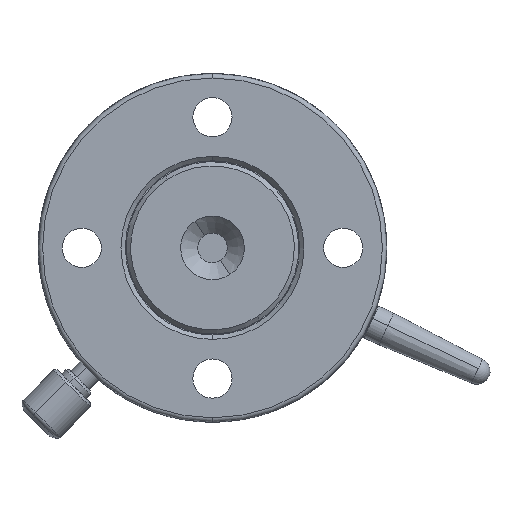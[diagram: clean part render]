
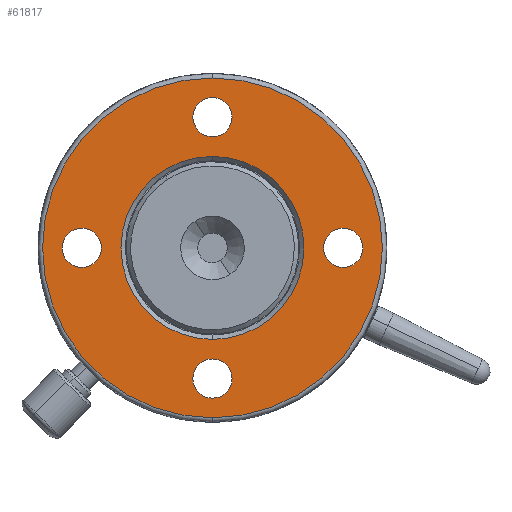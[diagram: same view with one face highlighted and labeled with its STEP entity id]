
A CAD part, front view. The second image highlights one B-rep face of the part: STEP entity #61817.
In plain terms, the highlighted planar face has unit normal (0, -1, 0).
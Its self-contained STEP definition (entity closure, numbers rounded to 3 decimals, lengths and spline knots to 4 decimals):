
#121 = AXIS2_PLACEMENT_3D ( 'NONE', #69305, #17629, #26267 ) ;
#4488 = PLANE ( 'NONE',  #27639 ) ;
#6068 = EDGE_LOOP ( 'NONE', ( #23407, #61350 ) ) ;
#6661 = CARTESIAN_POINT ( 'NONE',  ( 0., 0., 1.5 ) ) ;
#7139 = CARTESIAN_POINT ( 'NONE',  ( 1.5, 0., -0.225 ) ) ;
#7545 = VERTEX_POINT ( 'NONE', #99386 ) ;
#9353 = CIRCLE ( 'NONE', #95280, 0.225 ) ;
#9799 = CARTESIAN_POINT ( 'NONE',  ( 0., 0., -1.95 ) ) ;
#14086 = VERTEX_POINT ( 'NONE', #9799 ) ;
#14747 = DIRECTION ( 'NONE',  ( 0., 0., -1. ) ) ;
#14881 = EDGE_CURVE ( 'NONE', #14086, #95471, #35037, .T. ) ;
#15038 = EDGE_CURVE ( 'NONE', #92583, #31723, #44482, .T. ) ;
#15304 = DIRECTION ( 'NONE',  ( 0., 0., 1. ) ) ;
#15662 = DIRECTION ( 'NONE',  ( 0., -1., 0. ) ) ;
#16426 = VERTEX_POINT ( 'NONE', #108810 ) ;
#16526 = FACE_BOUND ( 'NONE', #92037, .T. ) ;
#16626 = CARTESIAN_POINT ( 'NONE',  ( 0., 0., 1.725 ) ) ;
#17629 = DIRECTION ( 'NONE',  ( 0., 1., 0. ) ) ;
#20173 = DIRECTION ( 'NONE',  ( 0., 0., 1. ) ) ;
#20203 = CARTESIAN_POINT ( 'NONE',  ( 0., 0., -1.5 ) ) ;
#20222 = CARTESIAN_POINT ( 'NONE',  ( 1.5, 0., 0. ) ) ;
#20534 = DIRECTION ( 'NONE',  ( 0., 1., 0. ) ) ;
#21273 = ORIENTED_EDGE ( 'NONE', *, *, #80080, .T. ) ;
#21401 = DIRECTION ( 'NONE',  ( 0., 0., 1. ) ) ;
#22636 = VERTEX_POINT ( 'NONE', #89833 ) ;
#23366 = CARTESIAN_POINT ( 'NONE',  ( 0., 0., 0. ) ) ;
#23407 = ORIENTED_EDGE ( 'NONE', *, *, #83608, .T. ) ;
#24544 = VERTEX_POINT ( 'NONE', #98920 ) ;
#26267 = DIRECTION ( 'NONE',  ( 0., 0., -1. ) ) ;
#26295 = AXIS2_PLACEMENT_3D ( 'NONE', #103218, #97791, #96169 ) ;
#26722 = DIRECTION ( 'NONE',  ( 0., 0., 1. ) ) ;
#27639 = AXIS2_PLACEMENT_3D ( 'NONE', #84665, #15662, #75991 ) ;
#28843 = DIRECTION ( 'NONE',  ( 0., 0., 1. ) ) ;
#28862 = DIRECTION ( 'NONE',  ( 0., 0., 1. ) ) ;
#29179 = CARTESIAN_POINT ( 'NONE',  ( 1.5, 0., 0. ) ) ;
#30021 = CARTESIAN_POINT ( 'NONE',  ( 0., 0., -1.5 ) ) ;
#30071 = AXIS2_PLACEMENT_3D ( 'NONE', #35366, #87084, #26722 ) ;
#30579 = AXIS2_PLACEMENT_3D ( 'NONE', #32038, #92386, #40755 ) ;
#31659 = DIRECTION ( 'NONE',  ( 0., 1., 0. ) ) ;
#31723 = VERTEX_POINT ( 'NONE', #71731 ) ;
#31830 = EDGE_LOOP ( 'NONE', ( #71216, #83063 ) ) ;
#32038 = CARTESIAN_POINT ( 'NONE',  ( -1.5, 0., 0. ) ) ;
#32264 = CIRCLE ( 'NONE', #94182, 0.225 ) ;
#33241 = EDGE_LOOP ( 'NONE', ( #78585, #107222 ) ) ;
#33945 = EDGE_CURVE ( 'NONE', #95471, #14086, #89277, .T. ) ;
#35037 = CIRCLE ( 'NONE', #109763, 1.95 ) ;
#35366 = CARTESIAN_POINT ( 'NONE',  ( -1.5, 0., 0. ) ) ;
#36677 = ORIENTED_EDGE ( 'NONE', *, *, #15038, .T. ) ;
#39273 = EDGE_CURVE ( 'NONE', #7545, #102759, #80312, .T. ) ;
#39445 = FACE_OUTER_BOUND ( 'NONE', #33241, .T. ) ;
#40554 = CARTESIAN_POINT ( 'NONE',  ( 0., 0., -1.275 ) ) ;
#40755 = DIRECTION ( 'NONE',  ( 0., 0., 1. ) ) ;
#42165 = FACE_BOUND ( 'NONE', #60233, .T. ) ;
#42607 = EDGE_LOOP ( 'NONE', ( #36677, #78469 ) ) ;
#43229 = EDGE_CURVE ( 'NONE', #102759, #7545, #64016, .T. ) ;
#43816 = EDGE_CURVE ( 'NONE', #104059, #24544, #109658, .T. ) ;
#44482 = CIRCLE ( 'NONE', #67234, 0.225 ) ;
#44847 = FACE_BOUND ( 'NONE', #42607, .T. ) ;
#47746 = EDGE_CURVE ( 'NONE', #22636, #16426, #87685, .T. ) ;
#47895 = CIRCLE ( 'NONE', #76056, 0.225 ) ;
#52182 = CARTESIAN_POINT ( 'NONE',  ( 0., 0., 1.95 ) ) ;
#60233 = EDGE_LOOP ( 'NONE', ( #98523, #80058 ) ) ;
#61350 = ORIENTED_EDGE ( 'NONE', *, *, #43816, .T. ) ;
#61817 = ADVANCED_FACE ( 'NONE', ( #39445, #42165, #44847, #62444, #16526, #105480 ), #4488, .T. ) ;
#62303 = CARTESIAN_POINT ( 'NONE',  ( 0., 0., 0. ) ) ;
#62444 = FACE_BOUND ( 'NONE', #31830, .T. ) ;
#63579 = EDGE_CURVE ( 'NONE', #79137, #82777, #78291, .T. ) ;
#64016 = CIRCLE ( 'NONE', #30071, 0.225 ) ;
#64087 = EDGE_CURVE ( 'NONE', #16426, #22636, #109180, .T. ) ;
#66963 = DIRECTION ( 'NONE',  ( 0., 1., 0. ) ) ;
#67234 = AXIS2_PLACEMENT_3D ( 'NONE', #30021, #81742, #21401 ) ;
#69305 = CARTESIAN_POINT ( 'NONE',  ( 0., 0., 0. ) ) ;
#71216 = ORIENTED_EDGE ( 'NONE', *, *, #39273, .T. ) ;
#71731 = CARTESIAN_POINT ( 'NONE',  ( 0., 0., -1.725 ) ) ;
#75075 = DIRECTION ( 'NONE',  ( 0., -1., 0. ) ) ;
#75991 = DIRECTION ( 'NONE',  ( 0., 0., -1. ) ) ;
#76056 = AXIS2_PLACEMENT_3D ( 'NONE', #20222, #80559, #28862 ) ;
#78291 = CIRCLE ( 'NONE', #94173, 0.225 ) ;
#78469 = ORIENTED_EDGE ( 'NONE', *, *, #100475, .T. ) ;
#78585 = ORIENTED_EDGE ( 'NONE', *, *, #14881, .T. ) ;
#79137 = VERTEX_POINT ( 'NONE', #16626 ) ;
#79993 = AXIS2_PLACEMENT_3D ( 'NONE', #29179, #20534, #20173 ) ;
#80058 = ORIENTED_EDGE ( 'NONE', *, *, #64087, .T. ) ;
#80080 = EDGE_CURVE ( 'NONE', #82777, #79137, #9353, .T. ) ;
#80312 = CIRCLE ( 'NONE', #30579, 0.225 ) ;
#80537 = DIRECTION ( 'NONE',  ( 0., 1., 0. ) ) ;
#80559 = DIRECTION ( 'NONE',  ( 0., 1., 0. ) ) ;
#81742 = DIRECTION ( 'NONE',  ( 0., 1., 0. ) ) ;
#82777 = VERTEX_POINT ( 'NONE', #88098 ) ;
#83063 = ORIENTED_EDGE ( 'NONE', *, *, #43229, .T. ) ;
#83391 = CARTESIAN_POINT ( 'NONE',  ( 0., 0., 1.5 ) ) ;
#83608 = EDGE_CURVE ( 'NONE', #24544, #104059, #47895, .T. ) ;
#84665 = CARTESIAN_POINT ( 'NONE',  ( -2., 0., 0. ) ) ;
#87084 = DIRECTION ( 'NONE',  ( 0., 1., 0. ) ) ;
#87685 = CIRCLE ( 'NONE', #121, 1.05 ) ;
#88098 = CARTESIAN_POINT ( 'NONE',  ( 0., 0., 1.275 ) ) ;
#89277 = CIRCLE ( 'NONE', #90024, 1.95 ) ;
#89833 = CARTESIAN_POINT ( 'NONE',  ( 0., 0., -1.05 ) ) ;
#90024 = AXIS2_PLACEMENT_3D ( 'NONE', #62303, #109855, #93557 ) ;
#92037 = EDGE_LOOP ( 'NONE', ( #109560, #21273 ) ) ;
#92386 = DIRECTION ( 'NONE',  ( 0., 1., 0. ) ) ;
#92583 = VERTEX_POINT ( 'NONE', #40554 ) ;
#93557 = DIRECTION ( 'NONE',  ( 0., 0., -1. ) ) ;
#94173 = AXIS2_PLACEMENT_3D ( 'NONE', #83391, #31659, #101004 ) ;
#94182 = AXIS2_PLACEMENT_3D ( 'NONE', #20203, #80537, #28843 ) ;
#95280 = AXIS2_PLACEMENT_3D ( 'NONE', #6661, #66963, #15304 ) ;
#95471 = VERTEX_POINT ( 'NONE', #52182 ) ;
#96169 = DIRECTION ( 'NONE',  ( 0., 0., -1. ) ) ;
#97791 = DIRECTION ( 'NONE',  ( 0., 1., 0. ) ) ;
#98523 = ORIENTED_EDGE ( 'NONE', *, *, #47746, .T. ) ;
#98920 = CARTESIAN_POINT ( 'NONE',  ( 1.5, 0., 0.225 ) ) ;
#99386 = CARTESIAN_POINT ( 'NONE',  ( -1.5, 0., 0.225 ) ) ;
#100475 = EDGE_CURVE ( 'NONE', #31723, #92583, #32264, .T. ) ;
#101004 = DIRECTION ( 'NONE',  ( 0., 0., 1. ) ) ;
#101581 = CARTESIAN_POINT ( 'NONE',  ( -1.5, 0., -0.225 ) ) ;
#102759 = VERTEX_POINT ( 'NONE', #101581 ) ;
#103218 = CARTESIAN_POINT ( 'NONE',  ( 0., 0., 0. ) ) ;
#104059 = VERTEX_POINT ( 'NONE', #7139 ) ;
#105480 = FACE_BOUND ( 'NONE', #6068, .T. ) ;
#107222 = ORIENTED_EDGE ( 'NONE', *, *, #33945, .T. ) ;
#108810 = CARTESIAN_POINT ( 'NONE',  ( 0., 0., 1.05 ) ) ;
#109180 = CIRCLE ( 'NONE', #26295, 1.05 ) ;
#109560 = ORIENTED_EDGE ( 'NONE', *, *, #63579, .T. ) ;
#109658 = CIRCLE ( 'NONE', #79993, 0.225 ) ;
#109763 = AXIS2_PLACEMENT_3D ( 'NONE', #23366, #75075, #14747 ) ;
#109855 = DIRECTION ( 'NONE',  ( 0., -1., 0. ) ) ;
